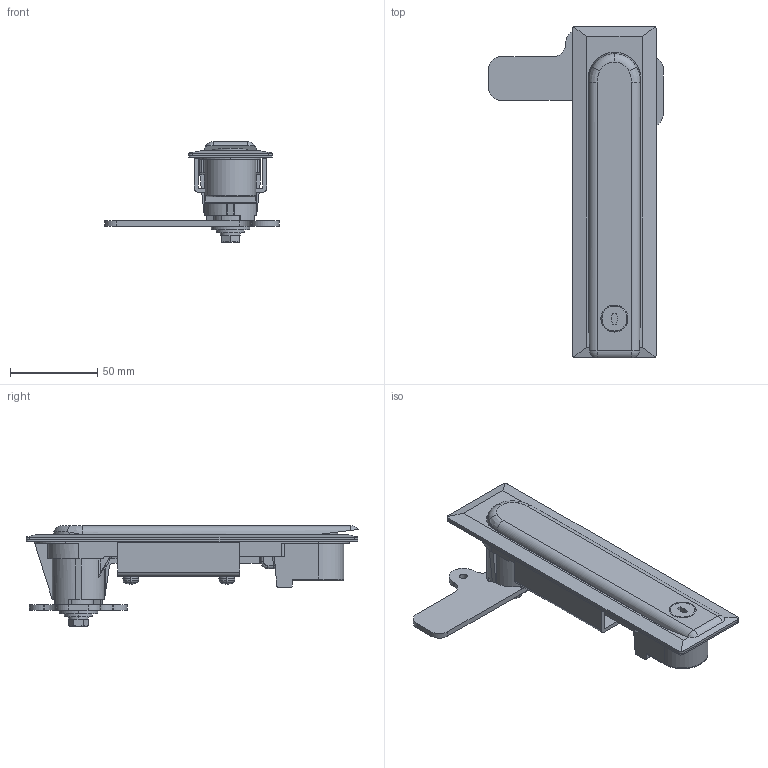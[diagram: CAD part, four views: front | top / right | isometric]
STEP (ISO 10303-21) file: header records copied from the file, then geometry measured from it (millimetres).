
FILE_DESCRIPTION (( 'STEP AP203' ), '1' );
FILE_NAME ('A-484-A-1.STEP', '2021-03-04T23:12:21', ( '' ), ( '' ), 'SwSTEP 2.0', 'SolidWorks 2018', '' );
FILE_SCHEMA (( 'CONFIG_CONTROL_DESIGN' ));
Length unit declared in the file: millimetre
Products named in the file (14): A-484-A-1_shaft pin_; A-484-A-1_washer_ver1.03__M6平ワッシャー(鉄)φ16×t1.6特寸; A-484-A-1_attached stopper plate__AC-25-E-1; A-484-A-1_shaft_; A-484-A-1_handle_; A-484-A-1_spacer_; A-484-A-1; A-484-A-1_hold plate_; A-484-A-1_cross-recessed head machine screw_ver1.05__M5x12十字穴付なべ小ねじ(鉄)SWシングルセムス(P2); A-484-A-1_hex head bolt_ver1.06__M6x16十字穴付六角ボルト(鉄)SWシングルセムス(P2); A-484-A-1_stopper_; A-484-A-1_rotor_; A-484-A-1_body_; A-484-A-1_packing_
Assembly tree (14 placements, depth 2):
  A-484-A-1
    A-484-A-1_body_
    A-484-A-1_handle_
    A-484-A-1_shaft pin_
    A-484-A-1_shaft_
    A-484-A-1_stopper_
    A-484-A-1_hex head bolt_ver1.06__M6x16十字穴付六角ボルト(鉄)SWシングルセムス(P2)
    A-484-A-1_hold plate_
    A-484-A-1_cross-recessed head machine screw_ver1.05__M5x12十字穴付なべ小ねじ(鉄)SWシングルセムス(P2)  x2
    A-484-A-1_rotor_
    A-484-A-1_packing_
    A-484-A-1_washer_ver1.03__M6平ワッシャー(鉄)φ16×t1.6特寸
    A-484-A-1_spacer_
    A-484-A-1_attached stopper plate__AC-25-E-1
Bounding box: 100 x 190.09 x 57.5 mm (x, y, z)
Volume: 141704.9 mm3; surface area: 86508.4 mm2
Topology: 14 solids, 14 shells, 640 faces, 1677 edges, 1076 vertices
Faces by surface type: plane 308, cylinder 240, bspline 32, torus 26, cone 24, sphere 10
Entity records: 21051 total; most frequent: CARTESIAN_POINT 4922, ORIENTED_EDGE 3122, DIRECTION 3067, EDGE_CURVE 1561, AXIS2_PLACEMENT_3D 1119, VERTEX_POINT 1004, LINE 829, VECTOR 829
